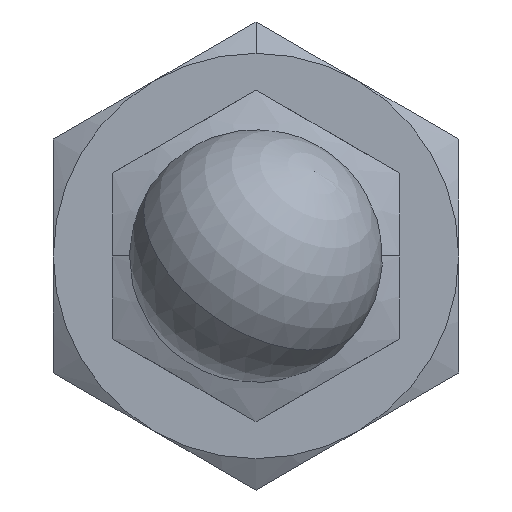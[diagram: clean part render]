
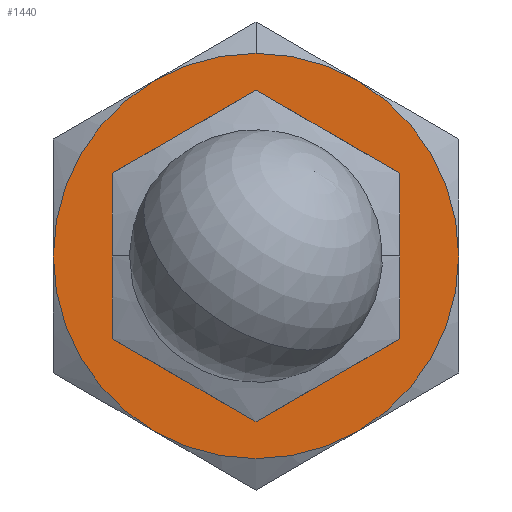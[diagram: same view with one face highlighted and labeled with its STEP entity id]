
A CAD part, front view. The second image highlights one B-rep face of the part: STEP entity #1440.
In plain terms, the highlighted planar face has unit normal (0, -1, 0).
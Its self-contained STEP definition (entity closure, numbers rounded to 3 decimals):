
#14 = DIRECTION ( 'NONE',  ( 0., 1., 0. ) ) ;
#34 = DIRECTION ( 'NONE',  ( 0., 0., 1. ) ) ;
#35 = ORIENTED_EDGE ( 'NONE', *, *, #333, .F. ) ;
#50 = DIRECTION ( 'NONE',  ( 1., 0., 0. ) ) ;
#75 = CARTESIAN_POINT ( 'NONE',  ( 6., 167.48, -10.392 ) ) ;
#88 = CARTESIAN_POINT ( 'NONE',  ( 0., 167.48, 0. ) ) ;
#141 = CIRCLE ( 'NONE', #597, 12. ) ;
#155 = DIRECTION ( 'NONE',  ( 0., 1., 0. ) ) ;
#167 = AXIS2_PLACEMENT_3D ( 'NONE', #474, #1229, #34 ) ;
#176 = EDGE_CURVE ( 'NONE', #192, #1321, #387, .T. ) ;
#192 = VERTEX_POINT ( 'NONE', #513 ) ;
#333 = EDGE_CURVE ( 'NONE', #1321, #1497, #624, .T. ) ;
#373 = DIRECTION ( 'NONE',  ( 0., 1., 0. ) ) ;
#387 = CIRCLE ( 'NONE', #1779, 12. ) ;
#415 = ORIENTED_EDGE ( 'NONE', *, *, #176, .F. ) ;
#438 = VERTEX_POINT ( 'NONE', #1887 ) ;
#446 = VERTEX_POINT ( 'NONE', #1767 ) ;
#474 = CARTESIAN_POINT ( 'NONE',  ( 0., 167.48, 0. ) ) ;
#513 = CARTESIAN_POINT ( 'NONE',  ( 12., 167.48, 0. ) ) ;
#528 = DIRECTION ( 'NONE',  ( 1., 0., 0. ) ) ;
#571 = CIRCLE ( 'NONE', #167, 12. ) ;
#576 = FACE_OUTER_BOUND ( 'NONE', #1084, .T. ) ;
#581 = ORIENTED_EDGE ( 'NONE', *, *, #615, .F. ) ;
#587 = EDGE_LOOP ( 'NONE', ( #1391, #602 ) ) ;
#597 = AXIS2_PLACEMENT_3D ( 'NONE', #828, #1857, #1849 ) ;
#602 = ORIENTED_EDGE ( 'NONE', *, *, #1127, .F. ) ;
#615 = EDGE_CURVE ( 'NONE', #438, #192, #1362, .T. ) ;
#624 = CIRCLE ( 'NONE', #1627, 12. ) ;
#638 = DIRECTION ( 'NONE',  ( 0., -1., 0. ) ) ;
#677 = ORIENTED_EDGE ( 'NONE', *, *, #1911, .F. ) ;
#681 = DIRECTION ( 'NONE',  ( 0., -1., 0. ) ) ;
#694 = DIRECTION ( 'NONE',  ( 0., 1., 0. ) ) ;
#721 = EDGE_CURVE ( 'NONE', #1411, #916, #1270, .T. ) ;
#731 = CARTESIAN_POINT ( 'NONE',  ( 8., 167.48, 0. ) ) ;
#736 = PLANE ( 'NONE',  #1771 ) ;
#750 = VERTEX_POINT ( 'NONE', #1845 ) ;
#773 = ORIENTED_EDGE ( 'NONE', *, *, #1770, .F. ) ;
#828 = CARTESIAN_POINT ( 'NONE',  ( 0., 167.48, 0. ) ) ;
#858 = CARTESIAN_POINT ( 'NONE',  ( 0., 167.48, 0. ) ) ;
#891 = CARTESIAN_POINT ( 'NONE',  ( 0., 167.48, 0. ) ) ;
#916 = VERTEX_POINT ( 'NONE', #1299 ) ;
#926 = CIRCLE ( 'NONE', #1121, 12. ) ;
#1001 = DIRECTION ( 'NONE',  ( 0., 0., 1. ) ) ;
#1005 = CIRCLE ( 'NONE', #1167, 8. ) ;
#1012 = ORIENTED_EDGE ( 'NONE', *, *, #1458, .F. ) ;
#1016 = DIRECTION ( 'NONE',  ( 0., 0., 1. ) ) ;
#1051 = CARTESIAN_POINT ( 'NONE',  ( -6., 167.48, -10.392 ) ) ;
#1084 = EDGE_LOOP ( 'NONE', ( #35, #415, #581, #773, #1231, #1012, #677 ) ) ;
#1089 = CARTESIAN_POINT ( 'NONE',  ( 0., 167.48, 0. ) ) ;
#1121 = AXIS2_PLACEMENT_3D ( 'NONE', #891, #155, #1625 ) ;
#1122 = CARTESIAN_POINT ( 'NONE',  ( 0., 167.48, 0. ) ) ;
#1127 = EDGE_CURVE ( 'NONE', #916, #1411, #1005, .T. ) ;
#1167 = AXIS2_PLACEMENT_3D ( 'NONE', #1122, #638, #50 ) ;
#1213 = VERTEX_POINT ( 'NONE', #1296 ) ;
#1229 = DIRECTION ( 'NONE',  ( 0., 1., 0. ) ) ;
#1231 = ORIENTED_EDGE ( 'NONE', *, *, #1838, .F. ) ;
#1266 = CARTESIAN_POINT ( 'NONE',  ( 0., 167.48, 0. ) ) ;
#1270 = CIRCLE ( 'NONE', #1560, 8. ) ;
#1291 = FACE_BOUND ( 'NONE', #587, .T. ) ;
#1296 = CARTESIAN_POINT ( 'NONE',  ( 0., 167.48, 12. ) ) ;
#1299 = CARTESIAN_POINT ( 'NONE',  ( -8., 167.48, 0. ) ) ;
#1321 = VERTEX_POINT ( 'NONE', #75 ) ;
#1362 = CIRCLE ( 'NONE', #1505, 12. ) ;
#1364 = DIRECTION ( 'NONE',  ( 0., 1., 0. ) ) ;
#1391 = ORIENTED_EDGE ( 'NONE', *, *, #721, .F. ) ;
#1411 = VERTEX_POINT ( 'NONE', #731 ) ;
#1440 = ADVANCED_FACE ( 'NONE', ( #576, #1291 ), #736, .F. ) ;
#1458 = EDGE_CURVE ( 'NONE', #750, #446, #926, .T. ) ;
#1497 = VERTEX_POINT ( 'NONE', #1051 ) ;
#1505 = AXIS2_PLACEMENT_3D ( 'NONE', #1089, #14, #1791 ) ;
#1560 = AXIS2_PLACEMENT_3D ( 'NONE', #1266, #681, #528 ) ;
#1625 = DIRECTION ( 'NONE',  ( 0., 0., 1. ) ) ;
#1627 = AXIS2_PLACEMENT_3D ( 'NONE', #88, #373, #1001 ) ;
#1630 = AXIS2_PLACEMENT_3D ( 'NONE', #858, #694, #1016 ) ;
#1635 = DIRECTION ( 'NONE',  ( 0., 0., 1. ) ) ;
#1666 = CIRCLE ( 'NONE', #1630, 12. ) ;
#1688 = DIRECTION ( 'NONE',  ( 0., 1., 0. ) ) ;
#1767 = CARTESIAN_POINT ( 'NONE',  ( -6., 167.48, 10.392 ) ) ;
#1770 = EDGE_CURVE ( 'NONE', #1213, #438, #571, .T. ) ;
#1771 = AXIS2_PLACEMENT_3D ( 'NONE', #1915, #1364, #1635 ) ;
#1779 = AXIS2_PLACEMENT_3D ( 'NONE', #1826, #1688, #1848 ) ;
#1791 = DIRECTION ( 'NONE',  ( 0., 0., 1. ) ) ;
#1826 = CARTESIAN_POINT ( 'NONE',  ( 0., 167.48, 0. ) ) ;
#1838 = EDGE_CURVE ( 'NONE', #446, #1213, #141, .T. ) ;
#1845 = CARTESIAN_POINT ( 'NONE',  ( -12., 167.48, 0. ) ) ;
#1848 = DIRECTION ( 'NONE',  ( 0., 0., 1. ) ) ;
#1849 = DIRECTION ( 'NONE',  ( 0., 0., 1. ) ) ;
#1857 = DIRECTION ( 'NONE',  ( 0., 1., 0. ) ) ;
#1887 = CARTESIAN_POINT ( 'NONE',  ( 6., 167.48, 10.392 ) ) ;
#1911 = EDGE_CURVE ( 'NONE', #1497, #750, #1666, .T. ) ;
#1915 = CARTESIAN_POINT ( 'NONE',  ( 0., 167.48, 13.856 ) ) ;
